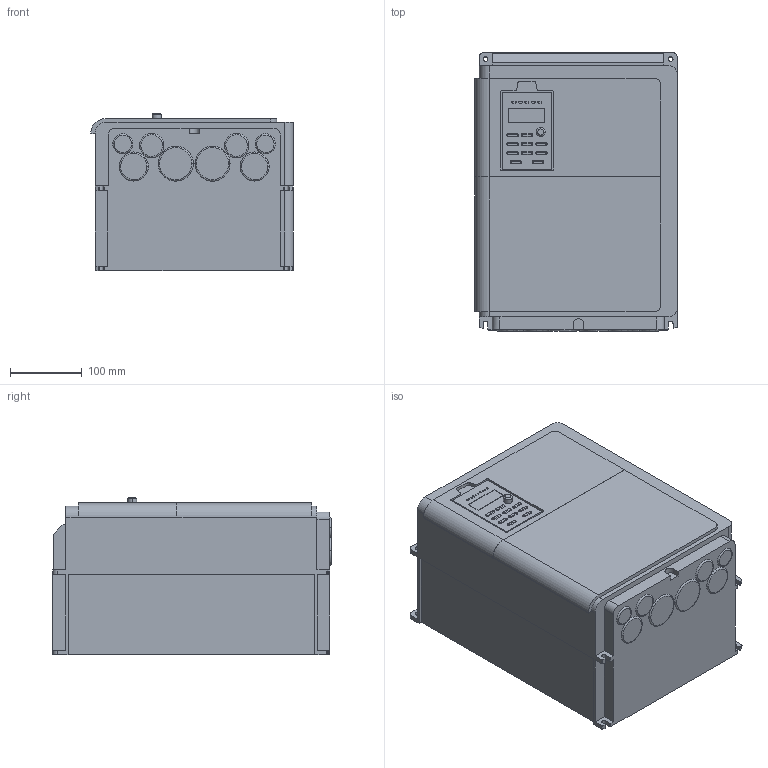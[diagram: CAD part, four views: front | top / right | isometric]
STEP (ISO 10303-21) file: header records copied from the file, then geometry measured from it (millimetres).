
FILE_DESCRIPTION (( 'STEP AP214' ), '1' );
FILE_NAME ('M680-33E30-37TIP20_Ïðåîáðàçîâàòåëü ÷àñòîòû M680 380Â, 3Ô 30 - 37 kW 60-70À ñåðèè ONI.STEP', '2019-02-28T14:09:24', ( '' ), ( '' ), 'SwSTEP 2.0', 'SolidWorks 2014', '' );
FILE_SCHEMA (( 'AUTOMOTIVE_DESIGN' ));
Length unit declared in the file: millimetre
Products named in the file (2): M680-33E30-37TIP20_Ïðåîáðàçîâàòåëü ÷àñòîòû M680 380Â, 3Ô 30 - 37 kW 60-70À ñåðèè ONI
Bounding box: 281 x 387 x 218.6 mm (x, y, z)
Volume: 21331953.9 mm3; surface area: 505992 mm2
Topology: 1 solids, 1 shells, 463 faces, 1200 edges, 798 vertices
Faces by surface type: plane 241, cylinder 174, bspline 48
Entity records: 19936 total; most frequent: CARTESIAN_POINT 3342, DIRECTION 2402, ORIENTED_EDGE 2400, EDGE_CURVE 1200, AXIS2_PLACEMENT_3D 838, VERTEX_POINT 798, VECTOR 726, LINE 726
